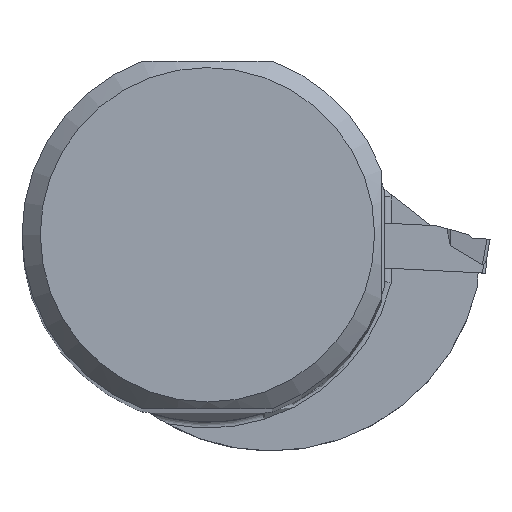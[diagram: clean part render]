
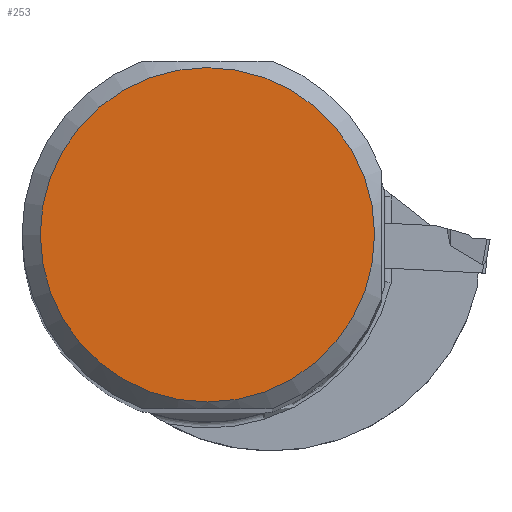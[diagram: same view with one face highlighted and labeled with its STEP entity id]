
A CAD part, top view. The second image highlights one B-rep face of the part: STEP entity #253.
In plain terms, the highlighted planar face has unit normal (0, 0, 1).
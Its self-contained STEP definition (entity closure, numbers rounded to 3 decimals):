
#168=FACE_OUTER_BOUND('',#464,.T.);
#253=ADVANCED_FACE('TB_BL_N10_SU6',(#168),#332,.T.);
#332=PLANE('',#1856);
#377=CIRCLE('',#1852,22.9);
#464=EDGE_LOOP('',(#1023));
#1023=ORIENTED_EDGE('',*,*,#1595,.T.);
#1403=VERTEX_POINT('',#2809);
#1595=EDGE_CURVE('',#1403,#1403,#377,.T.);
#1852=AXIS2_PLACEMENT_3D('',#2808,#2139,#2140);
#1856=AXIS2_PLACEMENT_3D('',#2851,#2147,#2148);
#2139=DIRECTION('',(0.,0.,1.));
#2140=DIRECTION('',(-1.,0.,0.));
#2147=DIRECTION('',(0.,0.,1.));
#2148=DIRECTION('',(-1.,0.,0.));
#2808=CARTESIAN_POINT('',(0.,0.,0.));
#2809=CARTESIAN_POINT('',(-22.9,0.,0.));
#2851=CARTESIAN_POINT('',(0.,0.,0.));
